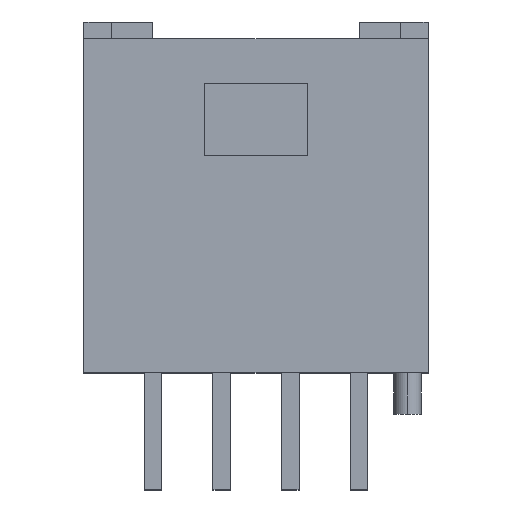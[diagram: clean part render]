
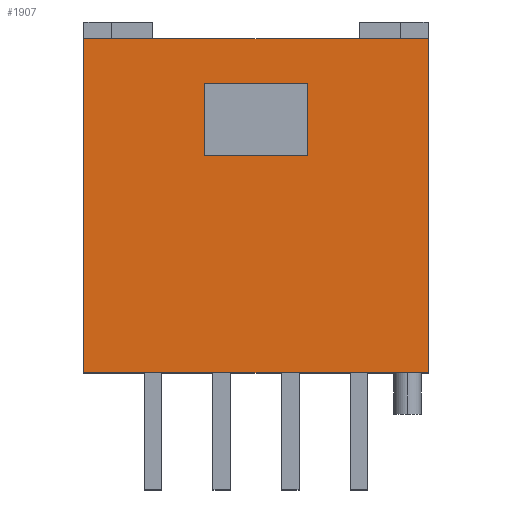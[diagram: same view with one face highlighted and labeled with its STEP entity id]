
A CAD part, top view. The second image highlights one B-rep face of the part: STEP entity #1907.
In plain terms, the highlighted planar face has unit normal (0, 0, 1).
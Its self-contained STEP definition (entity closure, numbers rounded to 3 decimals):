
#65 = CARTESIAN_POINT ( 'NONE',  ( -5., 9.7, 3.275 ) ) ;
#66 = DIRECTION ( 'NONE',  ( 0., -1., 0. ) ) ;
#67 = VECTOR ( 'NONE', #66, 1000. ) ;
#68 = CARTESIAN_POINT ( 'NONE',  ( -5., 9.7, 3.275 ) ) ;
#69 = LINE ( 'NONE', #68, #67 ) ;
#70 = DIRECTION ( 'NONE',  ( 0., 1., 0. ) ) ;
#71 = DIRECTION ( 'NONE',  ( 0., 0., -1. ) ) ;
#72 = CARTESIAN_POINT ( 'NONE',  ( 5., 9.7, 3.275 ) ) ;
#73 = AXIS2_PLACEMENT_3D ( 'NONE', #72, #71, #70 ) ;
#74 = PLANE ( 'NONE',  #73 ) ;
#75 = FACE_BOUND ( 'NONE', #1724, .T. ) ;
#76 = FACE_OUTER_BOUND ( 'NONE', #1908, .T. ) ;
#97 = CARTESIAN_POINT ( 'NONE',  ( -1.5, 8.4, 3.275 ) ) ;
#98 = LINE ( 'NONE', #97, #197 ) ;
#195 = CARTESIAN_POINT ( 'NONE',  ( 1.5, 8.4, 3.275 ) ) ;
#196 = DIRECTION ( 'NONE',  ( 1., 0., 0. ) ) ;
#197 = VECTOR ( 'NONE', #196, 1000. ) ;
#396 = CARTESIAN_POINT ( 'NONE',  ( -1.5, 6.3, 3.275 ) ) ;
#403 = CARTESIAN_POINT ( 'NONE',  ( -1.5, 8.4, 3.275 ) ) ;
#1531 = VERTEX_POINT ( 'NONE', #2416 ) ;
#1533 = EDGE_CURVE ( 'NONE', #1531, #1651, #2391, .T. ) ;
#1651 = VERTEX_POINT ( 'NONE', #2501 ) ;
#1696 = ORIENTED_EDGE ( 'NONE', *, *, #1697, .T. ) ;
#1697 = EDGE_CURVE ( 'NONE', #1978, #1698, #2485, .T. ) ;
#1698 = VERTEX_POINT ( 'NONE', #2481 ) ;
#1699 = ORIENTED_EDGE ( 'NONE', *, *, #1700, .F. ) ;
#1700 = EDGE_CURVE ( 'NONE', #1728, #1698, #2480, .T. ) ;
#1718 = ORIENTED_EDGE ( 'NONE', *, *, #1533, .F. ) ;
#1719 = ORIENTED_EDGE ( 'NONE', *, *, #1720, .F. ) ;
#1720 = EDGE_CURVE ( 'NONE', #1721, #1531, #2613, .T. ) ;
#1721 = VERTEX_POINT ( 'NONE', #2609 ) ;
#1722 = ORIENTED_EDGE ( 'NONE', *, *, #1723, .T. ) ;
#1723 = EDGE_CURVE ( 'NONE', #1721, #1911, #2608, .T. ) ;
#1724 = EDGE_LOOP ( 'NONE', ( #1725, #1729, #1696, #1699 ) ) ;
#1725 = ORIENTED_EDGE ( 'NONE', *, *, #1726, .F. ) ;
#1726 = EDGE_CURVE ( 'NONE', #1727, #1728, #2604, .T. ) ;
#1727 = VERTEX_POINT ( 'NONE', #403 ) ;
#1728 = VERTEX_POINT ( 'NONE', #396 ) ;
#1729 = ORIENTED_EDGE ( 'NONE', *, *, #1977, .T. ) ;
#1907 = ADVANCED_FACE ( 'NONE', ( #76, #75 ), #74, .F. ) ;
#1908 = EDGE_LOOP ( 'NONE', ( #1909, #1718, #1719, #1722 ) ) ;
#1909 = ORIENTED_EDGE ( 'NONE', *, *, #1910, .T. ) ;
#1910 = EDGE_CURVE ( 'NONE', #1911, #1651, #69, .T. ) ;
#1911 = VERTEX_POINT ( 'NONE', #65 ) ;
#1977 = EDGE_CURVE ( 'NONE', #1727, #1978, #98, .T. ) ;
#1978 = VERTEX_POINT ( 'NONE', #195 ) ;
#2321 = DIRECTION ( 'NONE',  ( 0., -1., 0. ) ) ;
#2340 = DIRECTION ( 'NONE',  ( -1., 0., 0. ) ) ;
#2341 = VECTOR ( 'NONE', #2340, 1000. ) ;
#2390 = CARTESIAN_POINT ( 'NONE',  ( 5., 0., 3.275 ) ) ;
#2391 = LINE ( 'NONE', #2390, #2341 ) ;
#2416 = CARTESIAN_POINT ( 'NONE',  ( 5., 0., 3.275 ) ) ;
#2477 = DIRECTION ( 'NONE',  ( 1., 0., 0. ) ) ;
#2478 = VECTOR ( 'NONE', #2477, 1000. ) ;
#2479 = CARTESIAN_POINT ( 'NONE',  ( -1.5, 6.3, 3.275 ) ) ;
#2480 = LINE ( 'NONE', #2479, #2478 ) ;
#2481 = CARTESIAN_POINT ( 'NONE',  ( 1.5, 6.3, 3.275 ) ) ;
#2482 = DIRECTION ( 'NONE',  ( 0., -1., 0. ) ) ;
#2483 = VECTOR ( 'NONE', #2482, 1000. ) ;
#2484 = CARTESIAN_POINT ( 'NONE',  ( 1.5, 8.4, 3.275 ) ) ;
#2485 = LINE ( 'NONE', #2484, #2483 ) ;
#2501 = CARTESIAN_POINT ( 'NONE',  ( -5., 0., 3.275 ) ) ;
#2602 = VECTOR ( 'NONE', #2321, 1000. ) ;
#2603 = CARTESIAN_POINT ( 'NONE',  ( -1.5, 8.4, 3.275 ) ) ;
#2604 = LINE ( 'NONE', #2603, #2602 ) ;
#2605 = DIRECTION ( 'NONE',  ( -1., 0., 0. ) ) ;
#2606 = VECTOR ( 'NONE', #2605, 1000. ) ;
#2607 = CARTESIAN_POINT ( 'NONE',  ( 5., 9.7, 3.275 ) ) ;
#2608 = LINE ( 'NONE', #2607, #2606 ) ;
#2609 = CARTESIAN_POINT ( 'NONE',  ( 5., 9.7, 3.275 ) ) ;
#2610 = DIRECTION ( 'NONE',  ( 0., -1., 0. ) ) ;
#2611 = VECTOR ( 'NONE', #2610, 1000. ) ;
#2612 = CARTESIAN_POINT ( 'NONE',  ( 5., 9.7, 3.275 ) ) ;
#2613 = LINE ( 'NONE', #2612, #2611 ) ;
